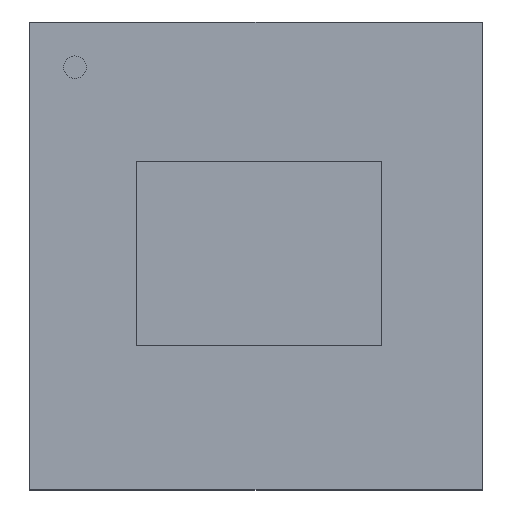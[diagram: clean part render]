
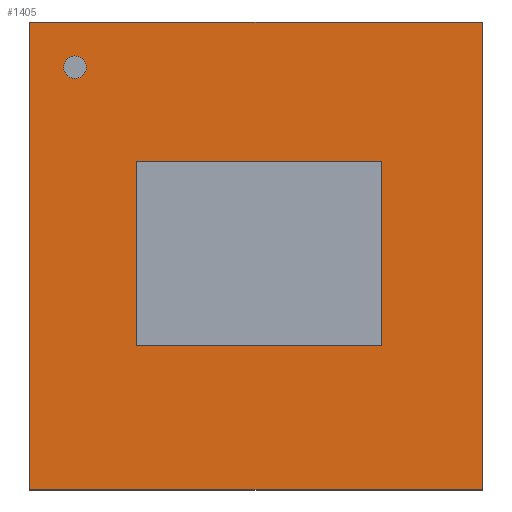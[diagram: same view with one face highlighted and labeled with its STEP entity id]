
A CAD part, top view. The second image highlights one B-rep face of the part: STEP entity #1405.
In plain terms, the highlighted planar face has unit normal (0, 0, 1).
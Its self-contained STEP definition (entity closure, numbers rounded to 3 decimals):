
#1284 = VERTEX_POINT('',#1285);
#1285 = CARTESIAN_POINT('',(4.534,-4.686,1.575));
#1291 = EDGE_CURVE('',#1292,#1284,#1294,.T.);
#1292 = VERTEX_POINT('',#1293);
#1293 = CARTESIAN_POINT('',(-4.534,-4.686,1.575));
#1294 = LINE('',#1295,#1296);
#1295 = CARTESIAN_POINT('',(-4.534,-4.686,1.575));
#1296 = VECTOR('',#1297,1.);
#1297 = DIRECTION('',(1.,0.,0.));
#1322 = VERTEX_POINT('',#1323);
#1323 = CARTESIAN_POINT('',(4.534,4.686,1.575));
#1329 = EDGE_CURVE('',#1284,#1322,#1330,.T.);
#1330 = LINE('',#1331,#1332);
#1331 = CARTESIAN_POINT('',(4.534,-4.686,1.575));
#1332 = VECTOR('',#1333,1.);
#1333 = DIRECTION('',(0.,1.,0.));
#1353 = VERTEX_POINT('',#1354);
#1354 = CARTESIAN_POINT('',(-4.534,4.686,1.575));
#1360 = EDGE_CURVE('',#1322,#1353,#1361,.T.);
#1361 = LINE('',#1362,#1363);
#1362 = CARTESIAN_POINT('',(4.534,4.686,1.575));
#1363 = VECTOR('',#1364,1.);
#1364 = DIRECTION('',(-1.,0.,0.));
#1382 = EDGE_CURVE('',#1353,#1292,#1383,.T.);
#1383 = LINE('',#1384,#1385);
#1384 = CARTESIAN_POINT('',(-4.534,4.686,1.575));
#1385 = VECTOR('',#1386,1.);
#1386 = DIRECTION('',(0.,-1.,0.));
#1405 = ADVANCED_FACE('',(#1406),#1412,.T.);
#1406 = FACE_BOUND('',#1407,.T.);
#1407 = EDGE_LOOP('',(#1408,#1409,#1410,#1411));
#1408 = ORIENTED_EDGE('',*,*,#1291,.T.);
#1409 = ORIENTED_EDGE('',*,*,#1329,.T.);
#1410 = ORIENTED_EDGE('',*,*,#1360,.T.);
#1411 = ORIENTED_EDGE('',*,*,#1382,.T.);
#1412 = PLANE('',#1413);
#1413 = AXIS2_PLACEMENT_3D('',#1414,#1415,#1416);
#1414 = CARTESIAN_POINT('',(-4.534,-4.686,1.575));
#1415 = DIRECTION('',(0.,0.,1.));
#1416 = DIRECTION('',(0.,1.,0.));
